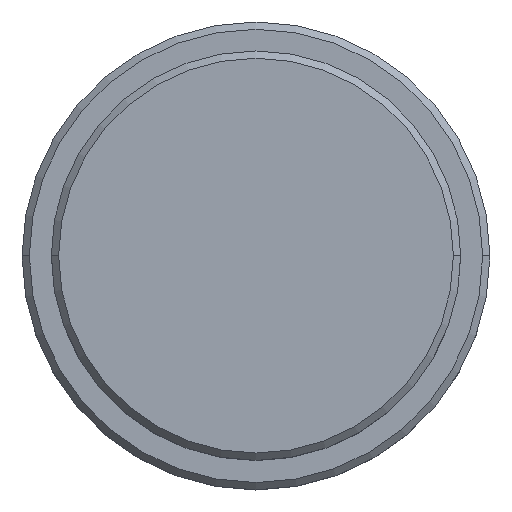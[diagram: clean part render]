
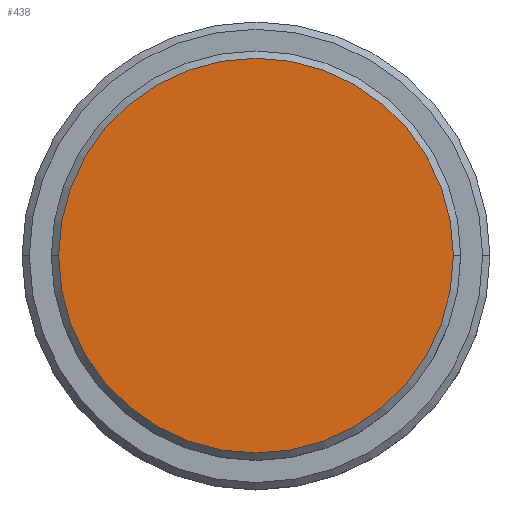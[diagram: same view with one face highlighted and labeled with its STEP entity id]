
A CAD part, top view. The second image highlights one B-rep face of the part: STEP entity #438.
In plain terms, the highlighted planar face has unit normal (0, 0, 1).
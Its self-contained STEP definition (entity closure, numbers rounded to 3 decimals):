
#126 = DIRECTION ( 'NONE',  ( 1., 0., 0. ) ) ;
#150 = PLANE ( 'NONE',  #474 ) ;
#263 = CARTESIAN_POINT ( 'NONE',  ( 13.5, 0., 0. ) ) ;
#274 = FACE_OUTER_BOUND ( 'NONE', #376, .T. ) ;
#358 = AXIS2_PLACEMENT_3D ( 'NONE', #1049, #820, #632 ) ;
#376 = EDGE_LOOP ( 'NONE', ( #461, #963 ) ) ;
#438 = ADVANCED_FACE ( 'NONE', ( #274 ), #150, .T. ) ;
#461 = ORIENTED_EDGE ( 'NONE', *, *, #1327, .T. ) ;
#473 = CIRCLE ( 'NONE', #587, 13.5 ) ;
#474 = AXIS2_PLACEMENT_3D ( 'NONE', #601, #1162, #609 ) ;
#476 = CARTESIAN_POINT ( 'NONE',  ( 0., 0., 0. ) ) ;
#587 = AXIS2_PLACEMENT_3D ( 'NONE', #476, #928, #126 ) ;
#601 = CARTESIAN_POINT ( 'NONE',  ( 0., 0., 0. ) ) ;
#609 = DIRECTION ( 'NONE',  ( 1., 0., 0. ) ) ;
#632 = DIRECTION ( 'NONE',  ( 1., 0., 0. ) ) ;
#640 = EDGE_CURVE ( 'NONE', #1313, #1068, #1264, .T. ) ;
#654 = CARTESIAN_POINT ( 'NONE',  ( -13.5, 0., 0. ) ) ;
#820 = DIRECTION ( 'NONE',  ( 0., 0., 1. ) ) ;
#928 = DIRECTION ( 'NONE',  ( 0., 0., 1. ) ) ;
#963 = ORIENTED_EDGE ( 'NONE', *, *, #640, .T. ) ;
#1049 = CARTESIAN_POINT ( 'NONE',  ( 0., 0., 0. ) ) ;
#1068 = VERTEX_POINT ( 'NONE', #654 ) ;
#1162 = DIRECTION ( 'NONE',  ( 0., 0., 1. ) ) ;
#1264 = CIRCLE ( 'NONE', #358, 13.5 ) ;
#1313 = VERTEX_POINT ( 'NONE', #263 ) ;
#1327 = EDGE_CURVE ( 'NONE', #1068, #1313, #473, .T. ) ;
